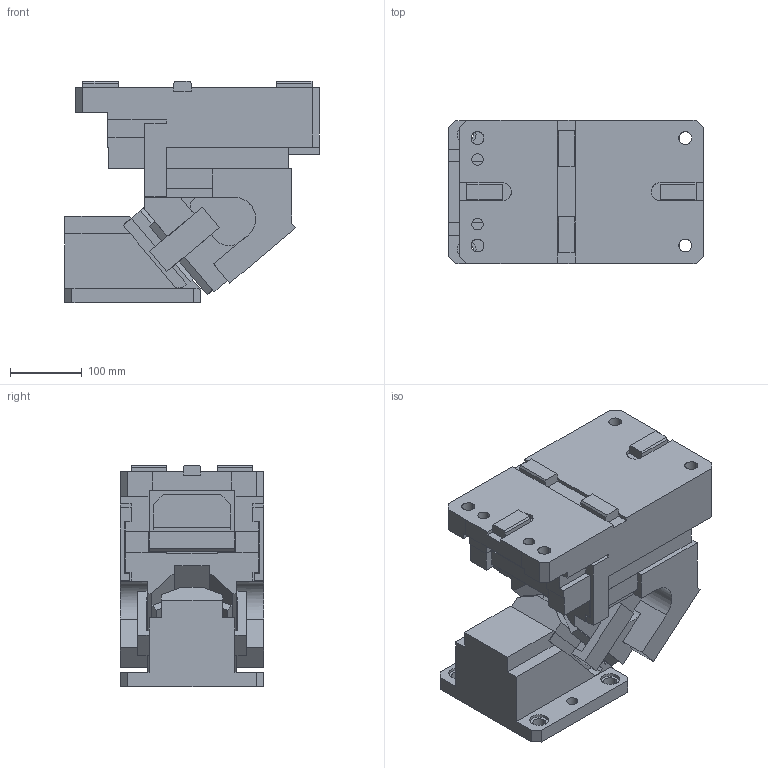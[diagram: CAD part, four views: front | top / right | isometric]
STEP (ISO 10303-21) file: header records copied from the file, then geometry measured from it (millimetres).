
FILE_DESCRIPTION(('CATIA V5 STEP Exchange'),'2;1');
FILE_NAME('CACN_200_50.stp','2015-04-27T09:44:08+00:00',('none'),('none'),'CATIA Version 5 Release 19 SP 2 (IN-10)','CATIA V5 STEP AP203','none');
FILE_SCHEMA(('CONFIG_CONTROL_DESIGN'));
Length unit declared in the file: millimetre
Products named in the file (1): CACN_200_50
Bounding box: 355 x 200 x 309 mm (x, y, z)
Volume: 11812123.5 mm3; surface area: 783572.7 mm2
Topology: 3 solids, 3 shells, 343 faces, 967 edges, 639 vertices
Faces by surface type: plane 271, cylinder 72
Entity records: 11789 total; most frequent: CARTESIAN_POINT 3382, ORIENTED_EDGE 1934, DIRECTION 1374, EDGE_CURVE 967, VECTOR 823, LINE 823, VERTEX_POINT 639, EDGE_LOOP 378
